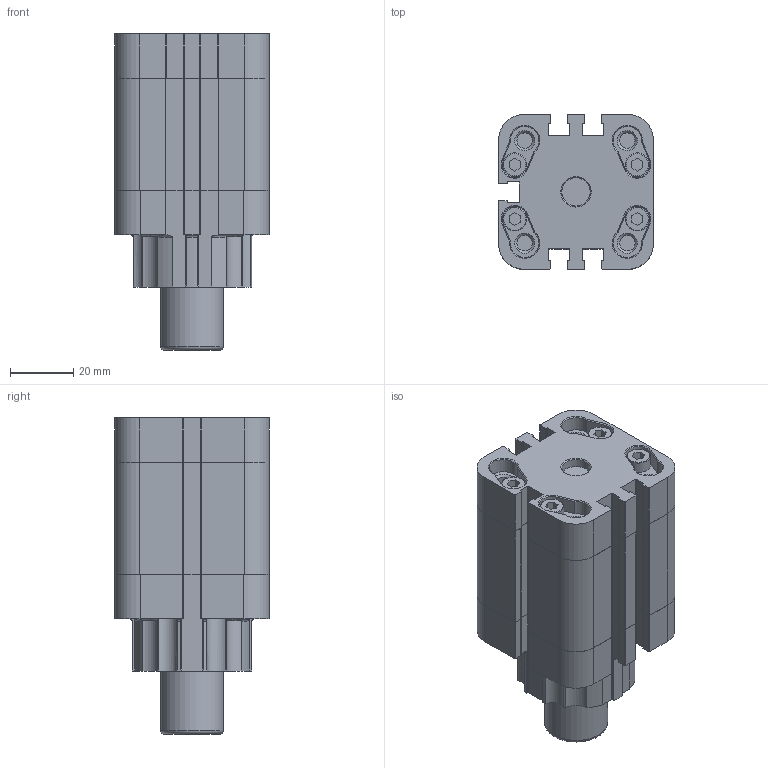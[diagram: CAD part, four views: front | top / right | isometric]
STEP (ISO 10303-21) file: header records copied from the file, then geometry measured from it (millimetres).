
FILE_DESCRIPTION(/* description */ (''),/* implementation_level */ '2;1');
FILE_NAME(/* name */ 'C-S-032-0020.stp',/* time_stamp */ '2017-02-09T14:34:02+01:00',/* author */ (''),/* organization */ (''),/* preprocessor_version */ 'ST-DEVELOPER v15.2',/* originating_system */ 'Autodesk Translator Framework v2.0.0.5431',/* authorisation */ '');
FILE_SCHEMA (('AUTOMOTIVE_DESIGN { 1 0 10303 214 3 1 1 }'));
Products named in the file (1): (Unsaved)
Bounding box: 49 x 49 x 100.2 mm (x, y, z)
Volume: 128999.9 mm3; surface area: 43765.2 mm2
Topology: 4 solids, 13 shells, 1372 faces, 3797 edges, 2484 vertices
Faces by surface type: bspline 641, plane 436, cylinder 200, torus 51, cone 44
Full cylindrical faces by diameter (mm): 4.917 x9, 5.6 x8, 7.5 x8, 8 x4, 8.566 x2, 9 x1, 12 x1, 20 x1, 21.9 x2, 23 x1, 25 x1, 32 x1
Entity records: 49534 total; most frequent: CARTESIAN_POINT 19148, ORIENTED_EDGE 7394, DIRECTION 4295, EDGE_CURVE 3677, VERTEX_POINT 2453, LINE 1755, VECTOR 1755, EDGE_LOOP 1532
